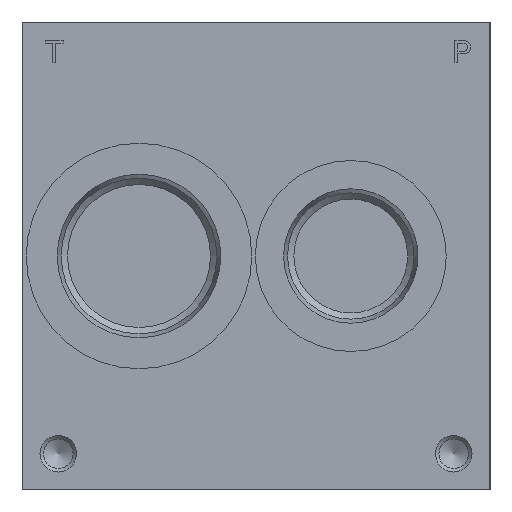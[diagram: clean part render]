
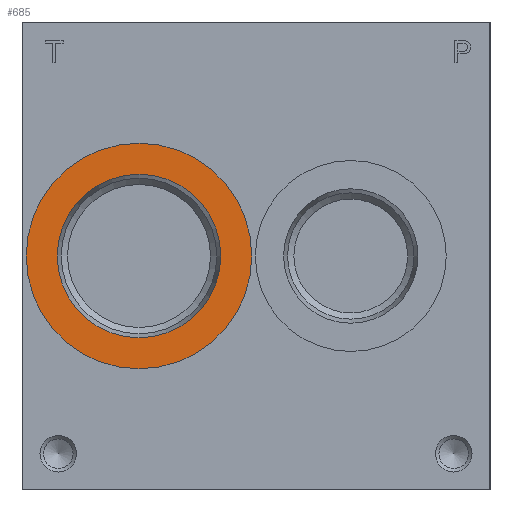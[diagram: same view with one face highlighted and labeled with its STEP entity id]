
A CAD part, left-side view. The second image highlights one B-rep face of the part: STEP entity #685.
In plain terms, the highlighted planar face has unit normal (-1, 0, 0).
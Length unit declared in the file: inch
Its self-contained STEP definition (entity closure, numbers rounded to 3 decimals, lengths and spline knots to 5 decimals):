
#685 = ADVANCED_FACE( '', ( #1756, #1757 ), #1758, .T. );
#1756 = FACE_BOUND( '', #3264, .T. );
#1757 = FACE_OUTER_BOUND( '', #3265, .T. );
#1758 = PLANE( '', #3266 );
#3264 = EDGE_LOOP( '', ( #5257 ) );
#3265 = EDGE_LOOP( '', ( #5258 ) );
#3266 = AXIS2_PLACEMENT_3D( '', #5259, #5260, #5261 );
#5257 = ORIENTED_EDGE( '', *, *, #8389, .T. );
#5258 = ORIENTED_EDGE( '', *, *, #8390, .F. );
#5259 = CARTESIAN_POINT( '', ( 0.031, 3.964, 2. ) );
#5260 = DIRECTION( '', ( -1., 0., 0. ) );
#5261 = DIRECTION( '', ( 0., 0., 1. ) );
#8389 = EDGE_CURVE( '', #10087, #10087, #10088, .T. );
#8390 = EDGE_CURVE( '', #10089, #10089, #10090, .T. );
#10087 = VERTEX_POINT( '', #12298 );
#10088 = CIRCLE( '', #12299, 0.699 );
#10089 = VERTEX_POINT( '', #12300 );
#10090 = CIRCLE( '', #12301, 0.964 );
#12298 = CARTESIAN_POINT( '', ( 0.031, 3., 1.301 ) );
#12299 = AXIS2_PLACEMENT_3D( '', #14454, #14455, #14456 );
#12300 = CARTESIAN_POINT( '', ( 0.031, 3., 1.036 ) );
#12301 = AXIS2_PLACEMENT_3D( '', #14457, #14458, #14459 );
#14454 = CARTESIAN_POINT( '', ( 0.031, 3., 2. ) );
#14455 = DIRECTION( '', ( 1., 0., 0. ) );
#14456 = DIRECTION( '', ( 0., 0., -1. ) );
#14457 = CARTESIAN_POINT( '', ( 0.031, 3., 2. ) );
#14458 = DIRECTION( '', ( 1., 0., 0. ) );
#14459 = DIRECTION( '', ( 0., 0., -1. ) );
